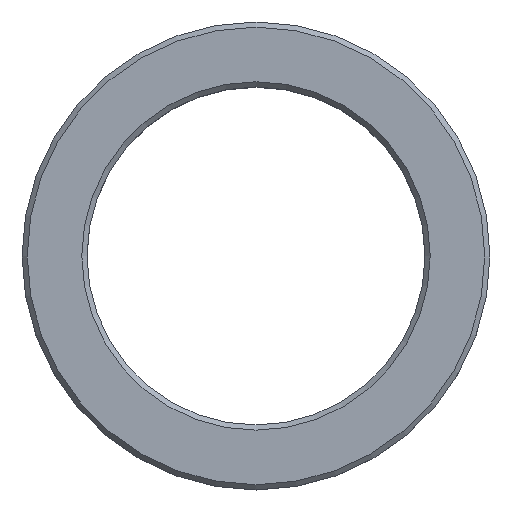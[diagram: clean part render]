
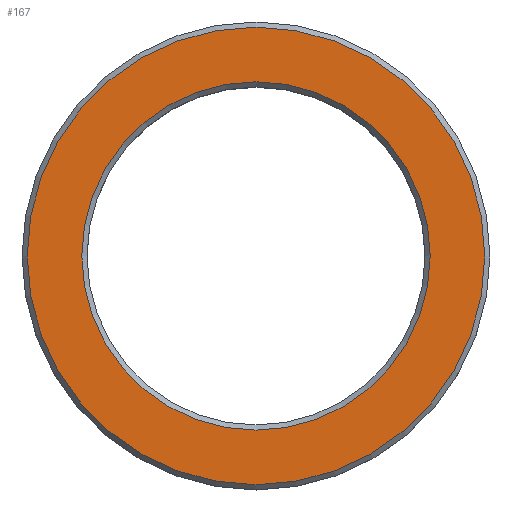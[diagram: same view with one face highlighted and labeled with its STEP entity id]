
A CAD part, top view. The second image highlights one B-rep face of the part: STEP entity #167.
In plain terms, the highlighted planar face has unit normal (0, 0, 1).
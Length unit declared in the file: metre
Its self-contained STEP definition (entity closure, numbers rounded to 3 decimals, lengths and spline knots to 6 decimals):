
#167=ADVANCED_FACE('',(#211,#212),#213,.T.);
#211=FACE_BOUND('',#5008,.T.);
#212=FACE_OUTER_BOUND('',#5009,.T.);
#213=PLANE('',#5010);
#5008=EDGE_LOOP('',(#9844));
#5009=EDGE_LOOP('',(#9845));
#5010=AXIS2_PLACEMENT_3D('',#9846,#9847,#9848);
#9844=ORIENTED_EDGE('',*,*,#9881,.T.);
#9845=ORIENTED_EDGE('',*,*,#9872,.F.);
#9846=CARTESIAN_POINT('',(0.044,0.0,0.035));
#9847=DIRECTION('',(0.0,0.,1.0));
#9848=DIRECTION('',(0.0,-1.0,0.));
#9872=EDGE_CURVE('',#9906,#9906,#9907,.T.);
#9881=EDGE_CURVE('',#9924,#9924,#9925,.T.);
#9906=VERTEX_POINT('',#10186);
#9907=CIRCLE('',#10187,0.044);
#9924=VERTEX_POINT('',#10204);
#9925=CIRCLE('',#10205,0.0335);
#10186=CARTESIAN_POINT('',(0.0,0.044,0.035));
#10187=AXIS2_PLACEMENT_3D('',#10228,#10229,#10230);
#10204=CARTESIAN_POINT('',(0.0,0.0335,0.035));
#10205=AXIS2_PLACEMENT_3D('',#10255,#10256,#10257);
#10228=CARTESIAN_POINT('',(0.0,0.0,0.035));
#10229=DIRECTION('',(0.0,0.,-1.0));
#10230=DIRECTION('',(0.0,1.0,0.));
#10255=CARTESIAN_POINT('',(0.0,0.0,0.035));
#10256=DIRECTION('',(0.0,0.,-1.0));
#10257=DIRECTION('',(0.0,1.0,0.));
